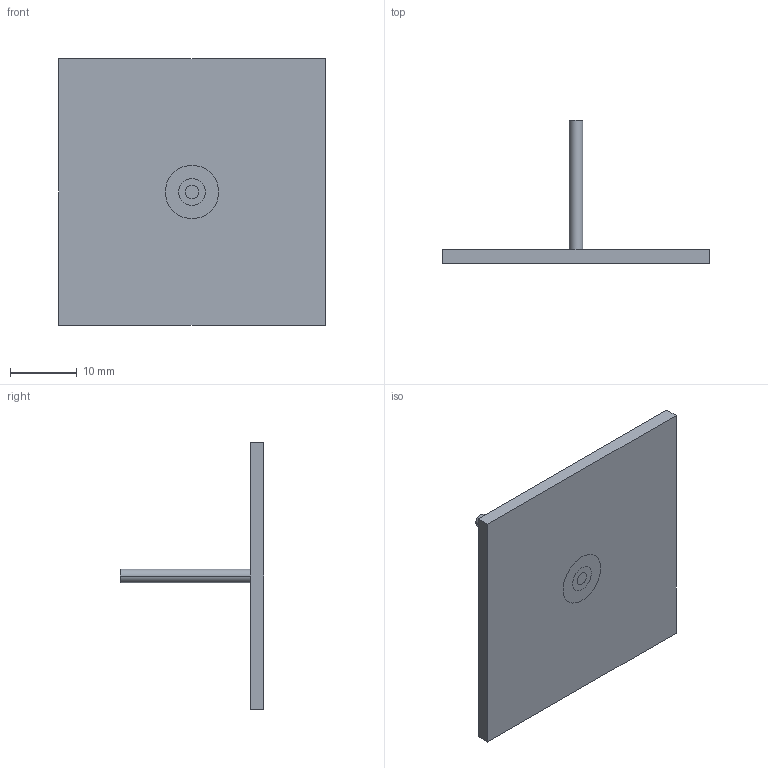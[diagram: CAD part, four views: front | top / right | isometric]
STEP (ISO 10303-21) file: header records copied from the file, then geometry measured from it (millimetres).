
FILE_DESCRIPTION(('STEP AP214'),'1');
FILE_NAME('HFSSDesign2 opti 40mm stpExport.step','2019-07-29T13:50:47',(' '),('ANSOFT Corporation'),'Spatial InterOp 3D',' ',' ');
FILE_SCHEMA(('AUTOMOTIVE_DESIGN { 1 0 10303 214 1 1 1 1 }'));
Length unit declared in the file: millimetre
Products named in the file (1): Box1
Bounding box: 40 x 21.5 x 40 mm (x, y, z)
Volume: 3261.3 mm3; surface area: 5299.9 mm2
Topology: 2 solids, 5 shells, 15 faces, 42 edges, 34 vertices
Faces by surface type: plane 11, cylinder 4
Entity records: 687 total; most frequent: CARTESIAN_POINT 95, DIRECTION 95, ORIENTED_EDGE 66, EDGE_CURVE 42, AXIS2_PLACEMENT_3D 34, VERTEX_POINT 34, LINE 27, VECTOR 27
